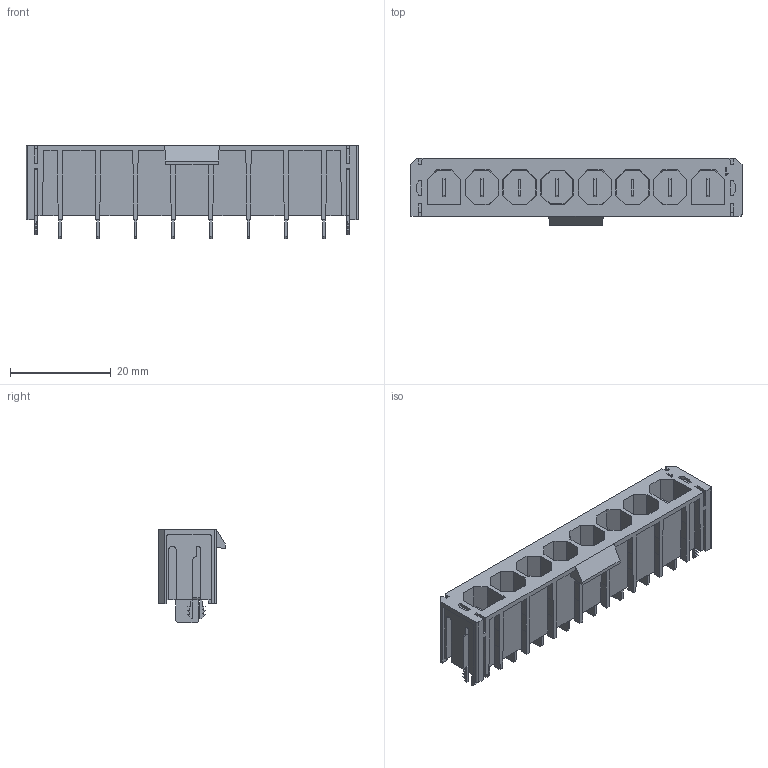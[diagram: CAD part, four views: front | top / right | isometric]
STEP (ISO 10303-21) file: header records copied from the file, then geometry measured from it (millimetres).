
FILE_DESCRIPTION((''),'2;1');
FILE_NAME('1720420802','2015-09-10T',('me'),(''),'PRO/ENGINEER BY PARAMETRIC TECHNOLOGY CORPORATION, 2011490','PRO/ENGINEER BY PARAMETRIC TECHNOLOGY CORPORATION, 2011490','');
FILE_SCHEMA(('CONFIG_CONTROL_DESIGN'));
Length unit declared in the file: millimetre
Products named in the file (1): 1720420802
Bounding box: 66.04 x 13.39 x 18.67 mm (x, y, z)
Volume: 5168.2 mm3; surface area: 7615.2 mm2
Topology: 1 solids, 1 shells, 839 faces, 2336 edges, 1558 vertices
Faces by surface type: plane 537, cylinder 174, torus 128
Entity records: 26887 total; most frequent: CARTESIAN_POINT 4698, DIRECTION 4648, ORIENTED_EDGE 4600, EDGE_CURVE 2300, VECTOR 1704, LINE 1704, VERTEX_POINT 1522, AXIS2_PLACEMENT_3D 1472
